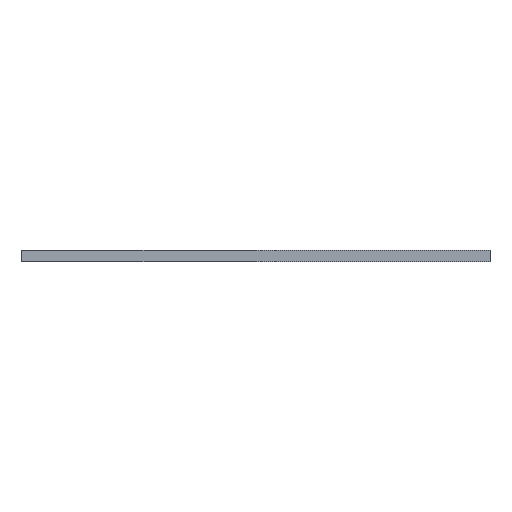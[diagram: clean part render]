
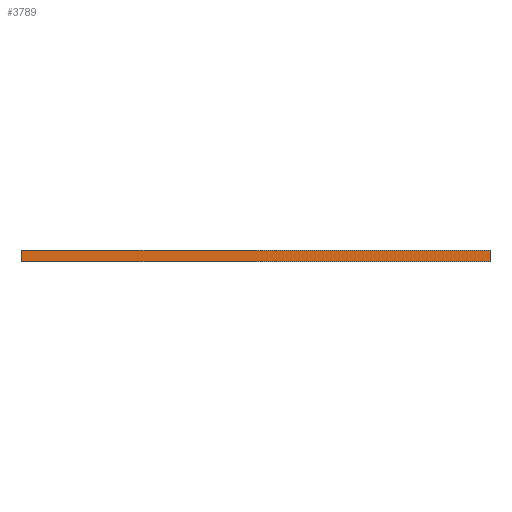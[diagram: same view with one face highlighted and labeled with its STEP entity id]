
A CAD part, left-side view. The second image highlights one B-rep face of the part: STEP entity #3789.
In plain terms, the highlighted planar face has unit normal (-1, 0, 0).
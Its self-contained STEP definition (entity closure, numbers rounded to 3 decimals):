
#144 = VERTEX_POINT('',#145);
#145 = CARTESIAN_POINT('',(96.24,-55.46,0.));
#151 = EDGE_CURVE('',#152,#144,#154,.T.);
#152 = VERTEX_POINT('',#153);
#153 = CARTESIAN_POINT('',(96.24,-120.26,0.));
#154 = LINE('',#155,#156);
#155 = CARTESIAN_POINT('',(96.24,-120.26,0.));
#156 = VECTOR('',#157,1.);
#157 = DIRECTION('',(0.,1.,0.));
#1953 = VERTEX_POINT('',#1954);
#1954 = CARTESIAN_POINT('',(96.24,-55.46,1.6));
#1960 = EDGE_CURVE('',#1961,#1953,#1963,.T.);
#1961 = VERTEX_POINT('',#1962);
#1962 = CARTESIAN_POINT('',(96.24,-120.26,1.6));
#1963 = LINE('',#1964,#1965);
#1964 = CARTESIAN_POINT('',(96.24,-120.26,1.6));
#1965 = VECTOR('',#1966,1.);
#1966 = DIRECTION('',(0.,1.,0.));
#3759 = EDGE_CURVE('',#144,#1953,#3760,.T.);
#3760 = LINE('',#3761,#3762);
#3761 = CARTESIAN_POINT('',(96.24,-55.46,0.));
#3762 = VECTOR('',#3763,1.);
#3763 = DIRECTION('',(0.,0.,1.));
#3789 = ADVANCED_FACE('',(#3790),#3801,.T.);
#3790 = FACE_BOUND('',#3791,.T.);
#3791 = EDGE_LOOP('',(#3792,#3798,#3799,#3800));
#3792 = ORIENTED_EDGE('',*,*,#3793,.T.);
#3793 = EDGE_CURVE('',#152,#1961,#3794,.T.);
#3794 = LINE('',#3795,#3796);
#3795 = CARTESIAN_POINT('',(96.24,-120.26,0.));
#3796 = VECTOR('',#3797,1.);
#3797 = DIRECTION('',(0.,0.,1.));
#3798 = ORIENTED_EDGE('',*,*,#1960,.T.);
#3799 = ORIENTED_EDGE('',*,*,#3759,.F.);
#3800 = ORIENTED_EDGE('',*,*,#151,.F.);
#3801 = PLANE('',#3802);
#3802 = AXIS2_PLACEMENT_3D('',#3803,#3804,#3805);
#3803 = CARTESIAN_POINT('',(96.24,-120.26,0.));
#3804 = DIRECTION('',(-1.,0.,0.));
#3805 = DIRECTION('',(0.,1.,0.));
